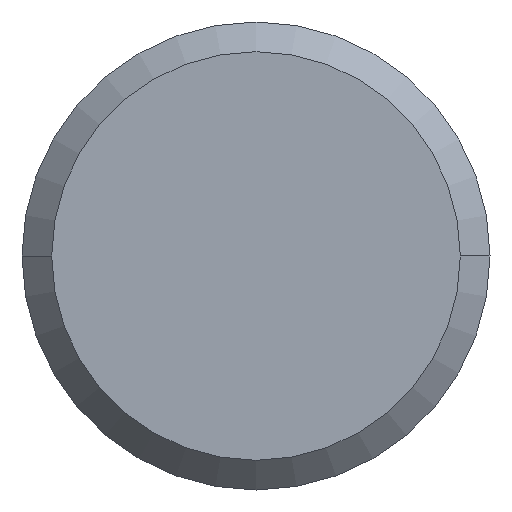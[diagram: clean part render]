
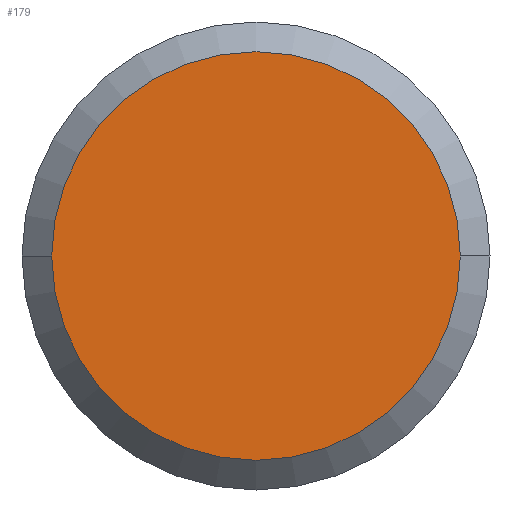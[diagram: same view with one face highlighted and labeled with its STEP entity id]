
A CAD part, left-side view. The second image highlights one B-rep face of the part: STEP entity #179.
In plain terms, the highlighted planar face has unit normal (-1, 0, 0).
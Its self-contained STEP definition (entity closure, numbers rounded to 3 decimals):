
#1 = DIRECTION ( 'NONE',  ( -1., 0., 0. ) ) ;
#16 = ORIENTED_EDGE ( 'NONE', *, *, #378, .F. ) ;
#42 = AXIS2_PLACEMENT_3D ( 'NONE', #217, #248, #126 ) ;
#58 = DIRECTION ( 'NONE',  ( 0., -1., 0. ) ) ;
#70 = ORIENTED_EDGE ( 'NONE', *, *, #351, .F. ) ;
#126 = DIRECTION ( 'NONE',  ( 0., 1., 0. ) ) ;
#136 = VERTEX_POINT ( 'NONE', #275 ) ;
#150 = CARTESIAN_POINT ( 'NONE',  ( 0., 0., 0. ) ) ;
#157 = AXIS2_PLACEMENT_3D ( 'NONE', #298, #404, #206 ) ;
#161 = EDGE_LOOP ( 'NONE', ( #70, #16 ) ) ;
#174 = AXIS2_PLACEMENT_3D ( 'NONE', #150, #1, #58 ) ;
#179 = ADVANCED_FACE ( 'NONE', ( #201 ), #273, .T. ) ;
#201 = FACE_OUTER_BOUND ( 'NONE', #161, .T. ) ;
#206 = DIRECTION ( 'NONE',  ( 0., 1., 0. ) ) ;
#210 = CARTESIAN_POINT ( 'NONE',  ( 0., -5.238, 0. ) ) ;
#217 = CARTESIAN_POINT ( 'NONE',  ( 0., 0., 0. ) ) ;
#248 = DIRECTION ( 'NONE',  ( 1., 0., 0. ) ) ;
#273 = PLANE ( 'NONE',  #174 ) ;
#275 = CARTESIAN_POINT ( 'NONE',  ( 0., 5.238, 0. ) ) ;
#298 = CARTESIAN_POINT ( 'NONE',  ( 0., 0., 0. ) ) ;
#332 = VERTEX_POINT ( 'NONE', #210 ) ;
#351 = EDGE_CURVE ( 'NONE', #136, #332, #364, .T. ) ;
#364 = CIRCLE ( 'NONE', #42, 5.238 ) ;
#378 = EDGE_CURVE ( 'NONE', #332, #136, #381, .T. ) ;
#381 = CIRCLE ( 'NONE', #157, 5.238 ) ;
#404 = DIRECTION ( 'NONE',  ( 1., 0., 0. ) ) ;
